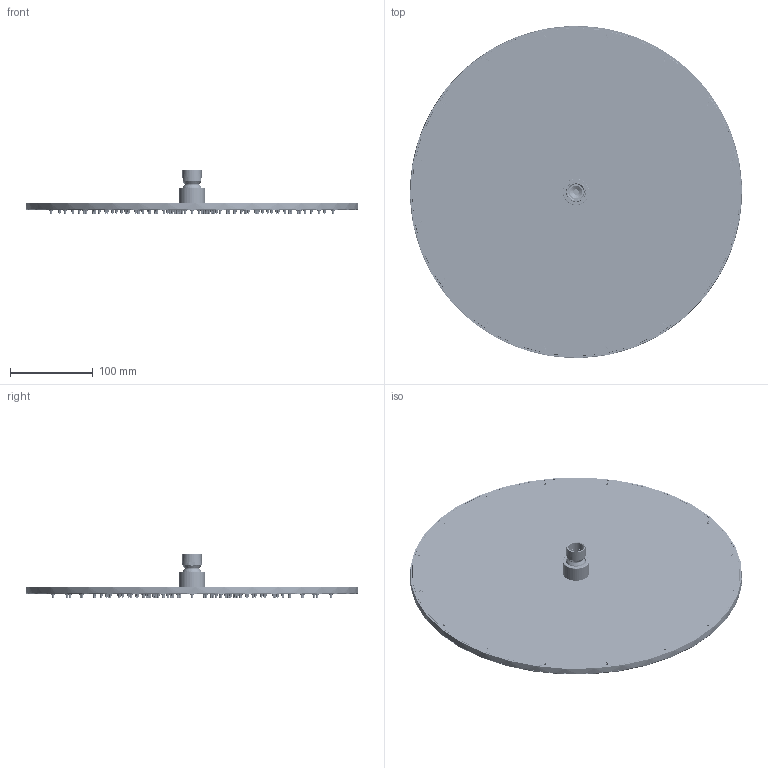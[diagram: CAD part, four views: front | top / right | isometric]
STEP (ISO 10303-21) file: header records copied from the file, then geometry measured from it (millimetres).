
FILE_DESCRIPTION((''),'2;1');
FILE_NAME('ZSOF082CR','2021-05-06T17:06:41',('ut3'),('PAFFONI SpA'),'CREO PARAMETRIC BY PTC INC, 2020044','CREO PARAMETRIC BY PTC INC, 2020044','');
FILE_SCHEMA(('CONFIG_CONTROL_DESIGN','SHAPE_APPEARANCE_LAYERS_GROUPS'));
Length unit declared in the file: millimetre
Products named in the file (1): ZSOF082CR
Bounding box: 400.2 x 400.2 x 51.9 mm (x, y, z)
Volume: 488421.3 mm3; surface area: 505902.6 mm2
Topology: 1 solids, 1 shells, 5175 faces, 10882 edges, 6273 vertices
Faces by surface type: torus 2817, cylinder 1246, plane 618, cone 490, sphere 4
Entity records: 211191 total; most frequent: DIRECTION 29932, CARTESIAN_POINT 23684, ORIENTED_EDGE 21764, PRESENTATION_STYLE_ASSIGNMENT 16058, AXIS2_PLACEMENT_3D 14039, STYLED_ITEM 10886, CURVE_STYLE 10882, EDGE_CURVE 10882
